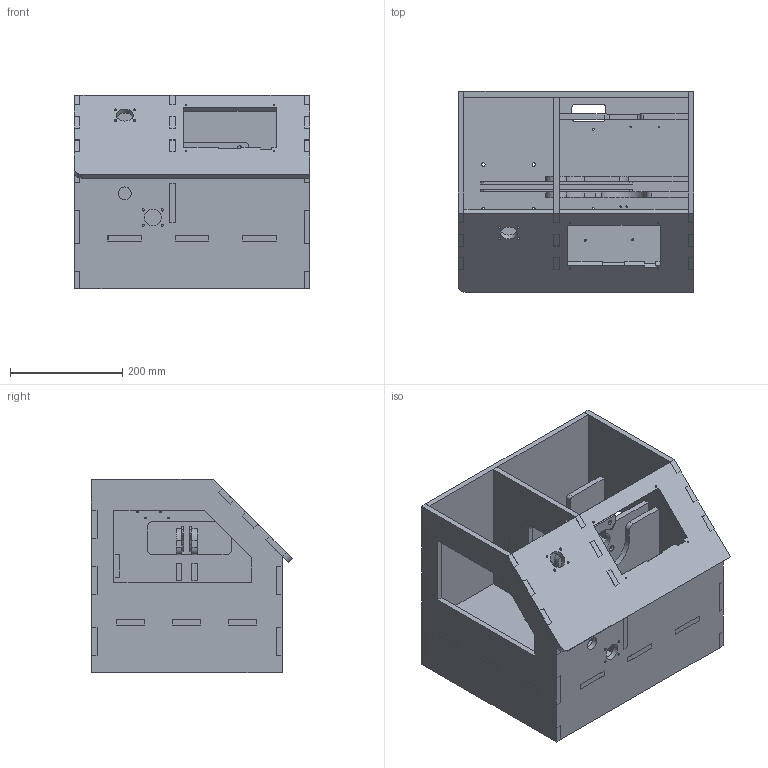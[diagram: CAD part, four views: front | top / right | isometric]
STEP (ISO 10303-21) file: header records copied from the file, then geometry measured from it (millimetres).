
FILE_DESCRIPTION(('FreeCAD Model'),'2;1');
FILE_NAME('prueba.step','2020-04-16T17:53:57',('Author'),(''), 'Open CASCADE STEP processor 7.3','FreeCAD','Unknown');
FILE_SCHEMA(('AUTOMOTIVE_DESIGN { 1 0 10303 214 1 1 1 1 }'));
Length unit declared in the file: millimetre
Products named in the file (13): Montaje_Caja_Archivos; Balancin_002; Base_metacrilato_001; Trasera_001; Lateral_izquierdo_001; Frontal_001; Lateral_derecho_001; Separador_001; Soporte_Motor_001; Soporte_Leva_1_001; Soporte_Leva_2_001; Panel_Beaglebone_001; Balancin_001
Assembly tree (12 placements, depth 2):
  Montaje_Caja_Archivos
    Balancin_002
    Base_metacrilato_001
    Trasera_001
    Lateral_izquierdo_001
    Frontal_001
    Lateral_derecho_001
    Separador_001
    Soporte_Motor_001
    Soporte_Leva_1_001
    Soporte_Leva_2_001
    Panel_Beaglebone_001
    Balancin_001
Bounding box: 420.4 x 358.56 x 345 mm (x, y, z)
Volume: 7318702.3 mm3; surface area: 1693856.3 mm2
Topology: 12 solids, 12 shells, 649 faces, 1871 edges, 1246 vertices
Faces by surface type: plane 531, cylinder 114, cone 4
Full cylindrical faces by diameter (mm): 2.4 x2, 3 x20, 4 x10, 5 x8, 6 x8, 8 x4, 8.1 x2, 18 x2, 23 x1, 30 x2
Entity records: 46609 total; most frequent: CARTESIAN_POINT 8863, DIRECTION 6832, LINE 5017, VECTOR 5017, ORIENTED_EDGE 3742, PCURVE 3742, DEFINITIONAL_REPRESENTATION 3742, EDGE_CURVE 1871
